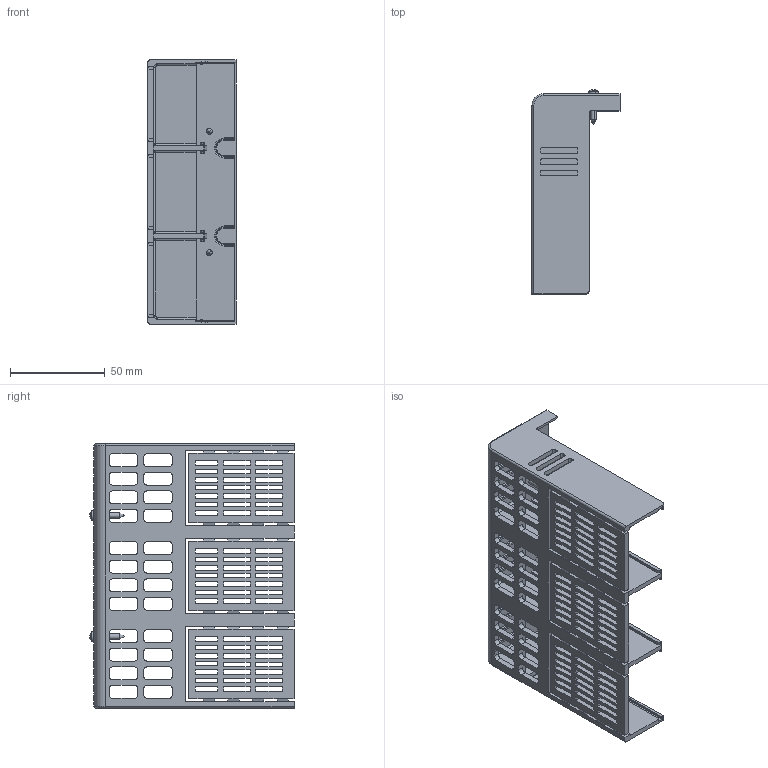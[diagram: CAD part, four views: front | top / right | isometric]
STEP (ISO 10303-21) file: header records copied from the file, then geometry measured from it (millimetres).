
FILE_DESCRIPTION((''),'2;1');
FILE_NAME('1SDH002065A1137_IGES','2020-07-08T13:47:46',('ITMADEL7'),(''),'CREO PARAMETRIC BY PTC INC, 2019030','CREO PARAMETRIC BY PTC INC, 2019030','');
FILE_SCHEMA(('AUTOMOTIVE_DESIGN { 1 0 10303 214 1 1 1 1 }'));
Length unit declared in the file: millimetre
Products named in the file (1): 1SDH002065A1137_IGES
Bounding box: 46.5 x 107.89 x 139.5 mm (x, y, z)
Volume: 79880.1 mm3; surface area: 75566.6 mm2
Topology: 1 solids, 1 shells, 1428 faces, 4090 edges, 2596 vertices
Faces by surface type: plane 1108, cylinder 254, torus 42, sphere 14, cone 10
Entity records: 48029 total; most frequent: CARTESIAN_POINT 8985, ORIENTED_EDGE 8164, DIRECTION 7530, EDGE_CURVE 4082, VECTOR 3394, LINE 3394, VERTEX_POINT 2596, AXIS2_PLACEMENT_3D 2068
